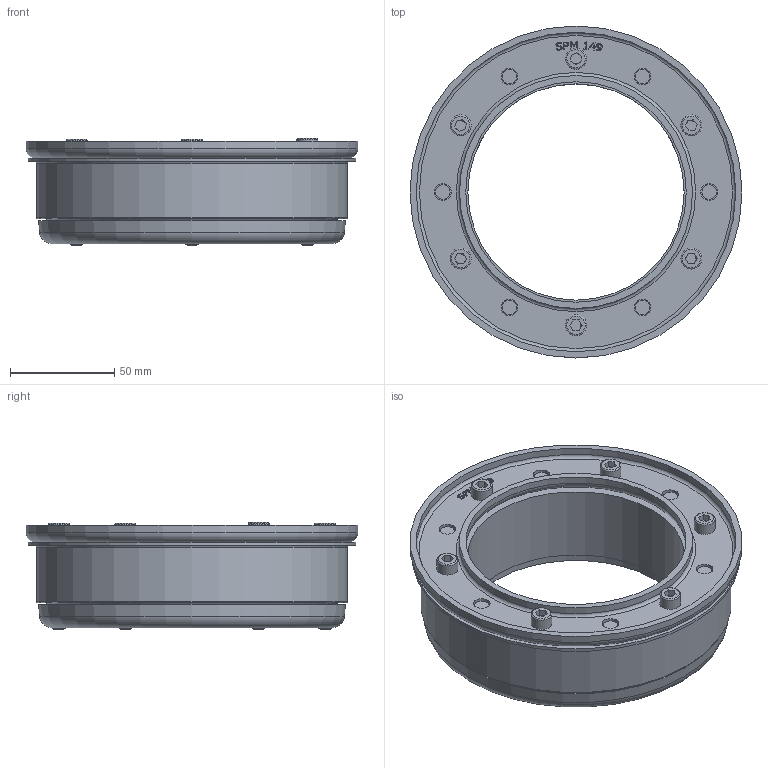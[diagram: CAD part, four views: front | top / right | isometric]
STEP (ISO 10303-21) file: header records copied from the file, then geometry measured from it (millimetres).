
FILE_DESCRIPTION(/* description */ (''),/* implementation_level */ '2;1');
FILE_NAME(/* name */ 'SPM149.stp',/* time_stamp */ '2022-04-07T09:28:10+02:00',/* author */ ('ENTER YOUR USERNAME'),/* organization */ (''),/* preprocessor_version */ 'ST-DEVELOPER v17.2',/* originating_system */ 'Autodesk Inventor 2019',/* authorisation */ '');
FILE_SCHEMA (('AUTOMOTIVE_DESIGN { 1 0 10303 214 3 1 1 }'));
Length unit declared in the file: millimetre
Products named in the file (6): SPM149; 100-074585; 100-074586; 100-074587; 100-074588; ISO 4762 - M6 x 45
Assembly tree (10 placements, depth 3):
  SPM149
    100-074585
      100-074586
      100-074587
      100-074588
      ISO 4762 - M6 x 45  x6
Bounding box: 159 x 159 x 51.5 mm (x, y, z)
Volume: 402481.9 mm3; surface area: 115922.4 mm2
Topology: 9 solids, 9 shells, 286 faces, 801 edges, 553 vertices
Faces by surface type: plane 131, cylinder 62, bspline 44, cone 27, torus 22
Full cylindrical faces by diameter (mm): 5.25 x6, 5.9 x12, 6 x12, 6.3 x6, 7 x6, 8 x6, 10 x6, 103.6 x1, 105.6 x2, 111.6 x1, 149 x1, 153 x1, 157 x1, 159 x1
Entity records: 7573 total; most frequent: CARTESIAN_POINT 1834, ORIENTED_EDGE 1190, DIRECTION 1076, EDGE_CURVE 595, VERTEX_POINT 408, AXIS2_PLACEMENT_3D 399, EDGE_LOOP 281, LINE 278
